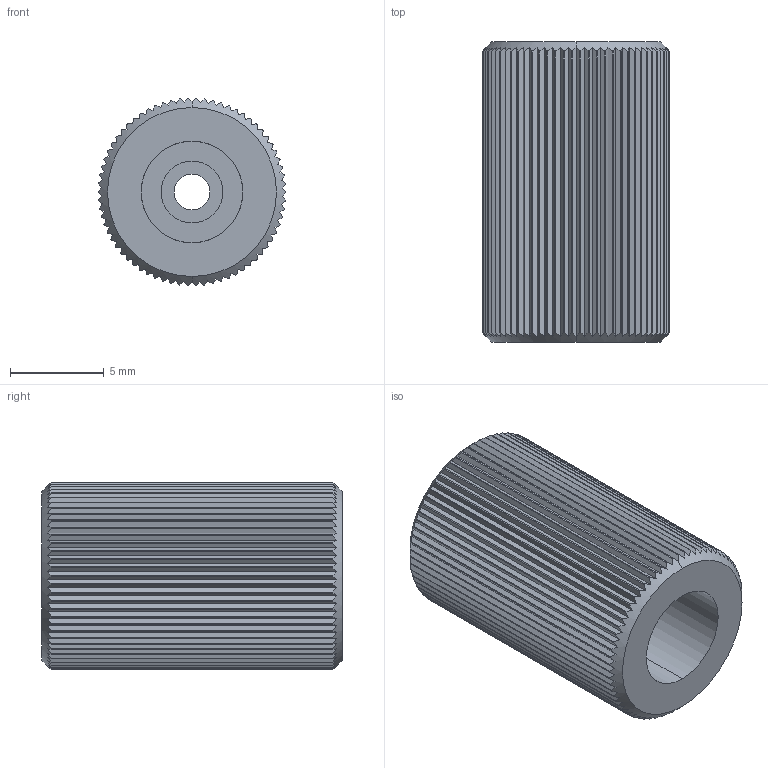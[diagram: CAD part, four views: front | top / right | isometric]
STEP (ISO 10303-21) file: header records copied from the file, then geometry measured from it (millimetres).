
FILE_DESCRIPTION (( 'STEP AP214' ), '1' );
FILE_NAME ('24030 Outer - 1 x 1-4 28 UNF Check Valve v2.STEP', '2017-06-26T16:03:19', ( '' ), ( '' ), 'SwSTEP 2.0', 'SolidWorks 2016', '' );
FILE_SCHEMA (( 'AUTOMOTIVE_DESIGN' ));
Length unit declared in the file: millimetre
Products named in the file (1): 24030 Outer - 1 x 1-4 28 UNF Check Valve v2
Bounding box: 10 x 16 x 9.99 mm (x, y, z)
Volume: 987.2 mm3; surface area: 1003.9 mm2
Topology: 1 solids, 1 shells, 232 faces, 676 edges, 448 vertices
Faces by surface type: plane 144, cylinder 80, cone 8
Entity records: 7982 total; most frequent: CARTESIAN_POINT 2209, ORIENTED_EDGE 1352, DIRECTION 1022, EDGE_CURVE 676, VERTEX_POINT 448, AXIS2_PLACEMENT_3D 397, B_SPLINE_CURVE_WITH_KNOTS 284, EDGE_LOOP 236
